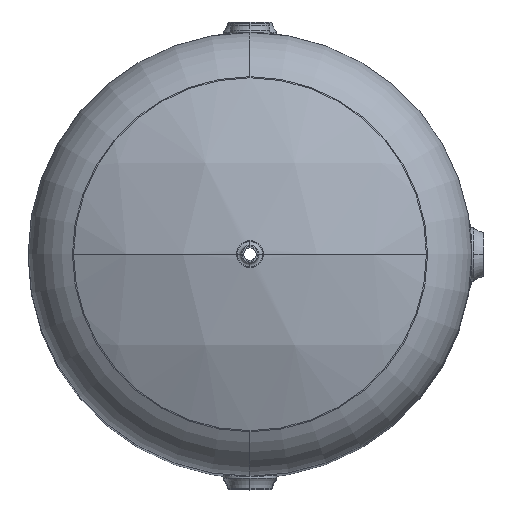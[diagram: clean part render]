
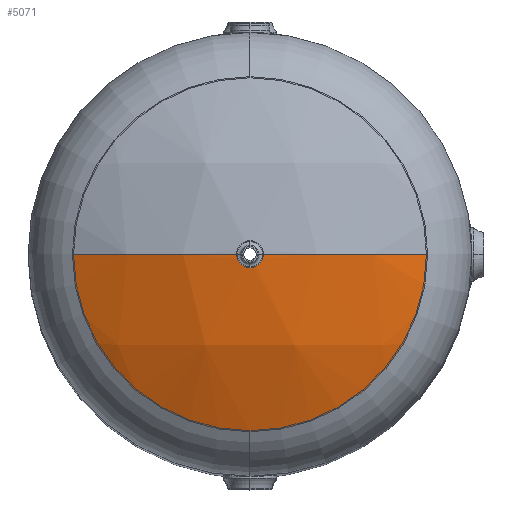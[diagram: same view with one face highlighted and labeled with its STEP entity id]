
A CAD part, top view. The second image highlights one B-rep face of the part: STEP entity #5071.
In plain terms, the highlighted spherical face has radius 685.8 mm.
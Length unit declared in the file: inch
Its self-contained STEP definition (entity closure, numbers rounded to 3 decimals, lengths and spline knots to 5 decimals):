
#27 = CARTESIAN_POINT ( 'NONE',  ( -0.5965, 0., 41.99341 ) ) ;
#530 = CARTESIAN_POINT ( 'NONE',  ( 0., 0., 39.18677 ) ) ;
#531 = DIRECTION ( 'NONE',  ( 0., 0., -1. ) ) ;
#532 = DIRECTION ( 'NONE',  ( 0., 1., 0. ) ) ;
#535 = CARTESIAN_POINT ( 'NONE',  ( 0., 0., 41.99341 ) ) ;
#536 = DIRECTION ( 'NONE',  ( 0., 0., 1. ) ) ;
#537 = DIRECTION ( 'NONE',  ( -1., 0., 0. ) ) ;
#1251 = AXIS2_PLACEMENT_3D ( 'NONE', #2101, #2108, #2109 ) ;
#2101 = CARTESIAN_POINT ( 'NONE',  ( 0., 0., 15. ) ) ;
#2104 = FACE_OUTER_BOUND ( 'NONE', #5493, .T. ) ;
#2105 = SPHERICAL_SURFACE ( 'NONE', #1251, 27. ) ;
#2108 = DIRECTION ( 'NONE',  ( 0., -1., 0. ) ) ;
#2109 = DIRECTION ( 'NONE',  ( 1., 0., 0. ) ) ;
#2775 = AXIS2_PLACEMENT_3D ( 'NONE', #10155, #10156, #10157 ) ;
#2779 = CIRCLE ( 'NONE', #2775, 27. ) ;
#2824 = AXIS2_PLACEMENT_3D ( 'NONE', #3403, #3404, #3405 ) ;
#2826 = CIRCLE ( 'NONE', #2827, 12. ) ;
#2827 = AXIS2_PLACEMENT_3D ( 'NONE', #3261, #3262, #3263 ) ;
#2831 = CIRCLE ( 'NONE', #2824, 27. ) ;
#2974 = AXIS2_PLACEMENT_3D ( 'NONE', #530, #531, #532 ) ;
#3035 = CIRCLE ( 'NONE', #2974, 12. ) ;
#3040 = CIRCLE ( 'NONE', #3041, 0.5965 ) ;
#3041 = AXIS2_PLACEMENT_3D ( 'NONE', #535, #536, #537 ) ;
#3261 = CARTESIAN_POINT ( 'NONE',  ( 0., 0., 39.18677 ) ) ;
#3262 = DIRECTION ( 'NONE',  ( 0., 0., -1. ) ) ;
#3263 = DIRECTION ( 'NONE',  ( 0., 1., 0. ) ) ;
#3403 = CARTESIAN_POINT ( 'NONE',  ( 0., 0., 15. ) ) ;
#3404 = DIRECTION ( 'NONE',  ( 0., 1., 0. ) ) ;
#3405 = DIRECTION ( 'NONE',  ( 0., 0., 1. ) ) ;
#4103 = EDGE_CURVE ( 'NONE', #12072, #12071, #2826, .T. ) ;
#4108 = EDGE_CURVE ( 'NONE', #12075, #12072, #2831, .T. ) ;
#4140 = EDGE_CURVE ( 'NONE', #12112, #12070, #2779, .T. ) ;
#5071 = ADVANCED_FACE ( 'NONE', ( #2104 ), #2105, .T. ) ;
#5493 = EDGE_LOOP ( 'NONE', ( #6430, #6428, #6427, #6815, #6814 ) ) ;
#6427 = ORIENTED_EDGE ( 'NONE', *, *, #13909, .F. ) ;
#6428 = ORIENTED_EDGE ( 'NONE', *, *, #4140, .T. ) ;
#6430 = ORIENTED_EDGE ( 'NONE', *, *, #13910, .F. ) ;
#6814 = ORIENTED_EDGE ( 'NONE', *, *, #4108, .F. ) ;
#6815 = ORIENTED_EDGE ( 'NONE', *, *, #4103, .F. ) ;
#10155 = CARTESIAN_POINT ( 'NONE',  ( 0., 0., 15. ) ) ;
#10156 = DIRECTION ( 'NONE',  ( 0., -1., 0. ) ) ;
#10157 = DIRECTION ( 'NONE',  ( 1., 0., 0. ) ) ;
#12070 = VERTEX_POINT ( 'NONE', #15522 ) ;
#12071 = VERTEX_POINT ( 'NONE', #15523 ) ;
#12072 = VERTEX_POINT ( 'NONE', #15524 ) ;
#12075 = VERTEX_POINT ( 'NONE', #15527 ) ;
#12112 = VERTEX_POINT ( 'NONE', #27 ) ;
#13909 = EDGE_CURVE ( 'NONE', #12071, #12070, #3035, .T. ) ;
#13910 = EDGE_CURVE ( 'NONE', #12112, #12075, #3040, .T. ) ;
#15522 = CARTESIAN_POINT ( 'NONE',  ( -12., 0., 39.18677 ) ) ;
#15523 = CARTESIAN_POINT ( 'NONE',  ( 0., -12., 39.18677 ) ) ;
#15524 = CARTESIAN_POINT ( 'NONE',  ( 12., 0., 39.18677 ) ) ;
#15527 = CARTESIAN_POINT ( 'NONE',  ( 0.5965, 0., 41.99341 ) ) ;
